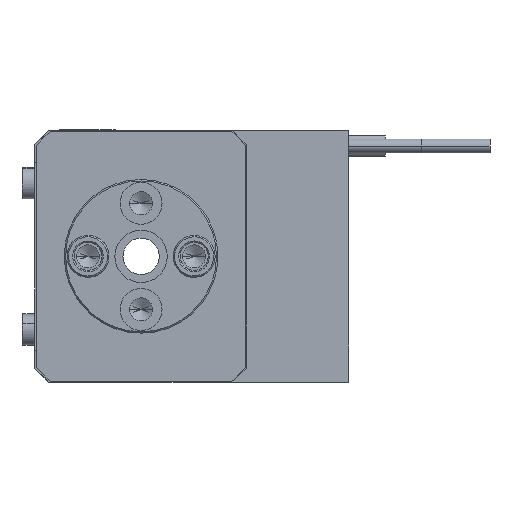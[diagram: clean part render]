
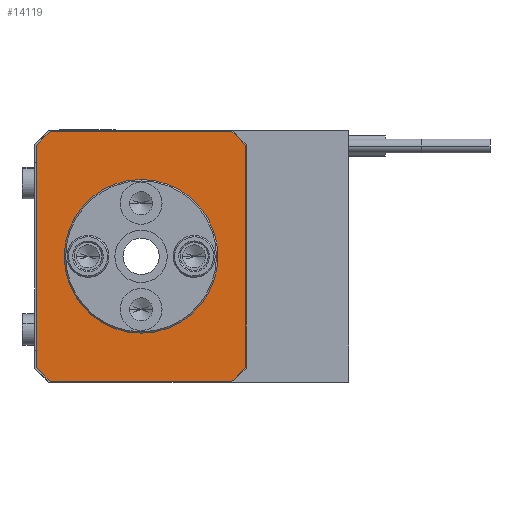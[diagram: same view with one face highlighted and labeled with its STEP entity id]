
A CAD part, left-side view. The second image highlights one B-rep face of the part: STEP entity #14119.
In plain terms, the highlighted face is planar.
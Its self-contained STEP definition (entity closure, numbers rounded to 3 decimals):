
#50 = AXIS2_PLACEMENT_3D ( 'NONE', #36972, #9445, #3667 ) ;
#543 = CIRCLE ( 'NONE', #11563, 11. ) ;
#771 = VERTEX_POINT ( 'NONE', #19929 ) ;
#1063 = ORIENTED_EDGE ( 'NONE', *, *, #13556, .T. ) ;
#1180 = CARTESIAN_POINT ( 'NONE',  ( -17.9, -15., 10.3 ) ) ;
#1507 = EDGE_CURVE ( 'NONE', #22152, #771, #27492, .T. ) ;
#2066 = EDGE_LOOP ( 'NONE', ( #12644, #35041, #37745, #17783, #35906, #28471, #38389, #1063 ) ) ;
#2819 = VERTEX_POINT ( 'NONE', #3270 ) ;
#2950 = LINE ( 'NONE', #1180, #4428 ) ;
#3270 = CARTESIAN_POINT ( 'NONE',  ( -17.9, 13., 10.3 ) ) ;
#3405 = EDGE_CURVE ( 'NONE', #2819, #27435, #2950, .T. ) ;
#3667 = DIRECTION ( 'NONE',  ( 1., 0., 0. ) ) ;
#3768 = EDGE_CURVE ( 'NONE', #13953, #4964, #543, .T. ) ;
#4306 = DIRECTION ( 'NONE',  ( 0., -1., 0. ) ) ;
#4428 = VECTOR ( 'NONE', #4306, 1000. ) ;
#4964 = VERTEX_POINT ( 'NONE', #14686 ) ;
#5324 = CARTESIAN_POINT ( 'NONE',  ( 17.9, -13., 10.3 ) ) ;
#5352 = CARTESIAN_POINT ( 'NONE',  ( 15.9, 15., 10.3 ) ) ;
#5941 = VECTOR ( 'NONE', #38880, 1000. ) ;
#6600 = DIRECTION ( 'NONE',  ( 0.707, -0.707, 0. ) ) ;
#6784 = LINE ( 'NONE', #16344, #10645 ) ;
#7013 = VECTOR ( 'NONE', #29100, 1000. ) ;
#7124 = EDGE_LOOP ( 'NONE', ( #10413, #17947 ) ) ;
#7720 = VERTEX_POINT ( 'NONE', #13884 ) ;
#8657 = CARTESIAN_POINT ( 'NONE',  ( -15.9, 15., 10.3 ) ) ;
#9445 = DIRECTION ( 'NONE',  ( 0., 0., 1. ) ) ;
#10413 = ORIENTED_EDGE ( 'NONE', *, *, #3768, .F. ) ;
#10645 = VECTOR ( 'NONE', #35526, 1000. ) ;
#10868 = CARTESIAN_POINT ( 'NONE',  ( 11., 0., 10.3 ) ) ;
#10998 = VERTEX_POINT ( 'NONE', #8657 ) ;
#11563 = AXIS2_PLACEMENT_3D ( 'NONE', #33457, #36560, #39631 ) ;
#12384 = VERTEX_POINT ( 'NONE', #5324 ) ;
#12644 = ORIENTED_EDGE ( 'NONE', *, *, #3405, .T. ) ;
#12822 = VECTOR ( 'NONE', #6600, 1000. ) ;
#13556 = EDGE_CURVE ( 'NONE', #10998, #2819, #16169, .T. ) ;
#13884 = CARTESIAN_POINT ( 'NONE',  ( -15.9, -15., 10.3 ) ) ;
#13953 = VERTEX_POINT ( 'NONE', #10868 ) ;
#14119 = ADVANCED_FACE ( 'NONE', ( #33429, #35352 ), #18477, .F. ) ;
#14686 = CARTESIAN_POINT ( 'NONE',  ( -11., 0., 10.3 ) ) ;
#14693 = EDGE_CURVE ( 'NONE', #771, #10998, #24763, .T. ) ;
#16169 = LINE ( 'NONE', #20819, #35848 ) ;
#16344 = CARTESIAN_POINT ( 'NONE',  ( 17.9, -15., 10.3 ) ) ;
#16593 = VECTOR ( 'NONE', #19084, 1000. ) ;
#17363 = LINE ( 'NONE', #18885, #21238 ) ;
#17683 = EDGE_CURVE ( 'NONE', #7720, #38962, #17363, .T. ) ;
#17783 = ORIENTED_EDGE ( 'NONE', *, *, #39791, .T. ) ;
#17947 = ORIENTED_EDGE ( 'NONE', *, *, #36016, .F. ) ;
#18214 = DIRECTION ( 'NONE',  ( 0., 0., -1. ) ) ;
#18477 = PLANE ( 'NONE',  #20811 ) ;
#18885 = CARTESIAN_POINT ( 'NONE',  ( -17.9, -15., 10.3 ) ) ;
#19017 = DIRECTION ( 'NONE',  ( 1., 0., 0. ) ) ;
#19084 = DIRECTION ( 'NONE',  ( -1., 0., 0. ) ) ;
#19929 = CARTESIAN_POINT ( 'NONE',  ( 15.9, 15., 10.3 ) ) ;
#20286 = CARTESIAN_POINT ( 'NONE',  ( -17.9, -13., 10.3 ) ) ;
#20811 = AXIS2_PLACEMENT_3D ( 'NONE', #39813, #18214, #34045 ) ;
#20819 = CARTESIAN_POINT ( 'NONE',  ( -17.9, 13., 10.3 ) ) ;
#21238 = VECTOR ( 'NONE', #19017, 1000. ) ;
#21504 = EDGE_CURVE ( 'NONE', #12384, #22152, #6784, .T. ) ;
#22075 = CARTESIAN_POINT ( 'NONE',  ( 17.9, -13., 10.3 ) ) ;
#22152 = VERTEX_POINT ( 'NONE', #27823 ) ;
#23861 = LINE ( 'NONE', #25112, #12822 ) ;
#24763 = LINE ( 'NONE', #34530, #16593 ) ;
#25112 = CARTESIAN_POINT ( 'NONE',  ( -15.9, -15., 10.3 ) ) ;
#27435 = VERTEX_POINT ( 'NONE', #20286 ) ;
#27492 = LINE ( 'NONE', #5352, #5941 ) ;
#27823 = CARTESIAN_POINT ( 'NONE',  ( 17.9, 13., 10.3 ) ) ;
#28471 = ORIENTED_EDGE ( 'NONE', *, *, #1507, .T. ) ;
#29100 = DIRECTION ( 'NONE',  ( 0.707, 0.707, 0. ) ) ;
#29632 = CARTESIAN_POINT ( 'NONE',  ( 15.9, -15., 10.3 ) ) ;
#32963 = LINE ( 'NONE', #22075, #7013 ) ;
#33028 = EDGE_CURVE ( 'NONE', #27435, #7720, #23861, .T. ) ;
#33429 = FACE_BOUND ( 'NONE', #7124, .T. ) ;
#33457 = CARTESIAN_POINT ( 'NONE',  ( 0., 0., 10.3 ) ) ;
#34045 = DIRECTION ( 'NONE',  ( -1., 0., 0. ) ) ;
#34530 = CARTESIAN_POINT ( 'NONE',  ( -17.9, 15., 10.3 ) ) ;
#35041 = ORIENTED_EDGE ( 'NONE', *, *, #33028, .T. ) ;
#35352 = FACE_OUTER_BOUND ( 'NONE', #2066, .T. ) ;
#35526 = DIRECTION ( 'NONE',  ( 0., 1., 0. ) ) ;
#35848 = VECTOR ( 'NONE', #39302, 1000. ) ;
#35906 = ORIENTED_EDGE ( 'NONE', *, *, #21504, .T. ) ;
#36016 = EDGE_CURVE ( 'NONE', #4964, #13953, #39026, .T. ) ;
#36560 = DIRECTION ( 'NONE',  ( 0., 0., 1. ) ) ;
#36972 = CARTESIAN_POINT ( 'NONE',  ( 0., 0., 10.3 ) ) ;
#37745 = ORIENTED_EDGE ( 'NONE', *, *, #17683, .T. ) ;
#38389 = ORIENTED_EDGE ( 'NONE', *, *, #14693, .T. ) ;
#38880 = DIRECTION ( 'NONE',  ( -0.707, 0.707, 0. ) ) ;
#38962 = VERTEX_POINT ( 'NONE', #29632 ) ;
#39026 = CIRCLE ( 'NONE', #50, 11. ) ;
#39302 = DIRECTION ( 'NONE',  ( -0.707, -0.707, 0. ) ) ;
#39631 = DIRECTION ( 'NONE',  ( 1., 0., 0. ) ) ;
#39791 = EDGE_CURVE ( 'NONE', #38962, #12384, #32963, .T. ) ;
#39813 = CARTESIAN_POINT ( 'NONE',  ( 0., 0., 10.3 ) ) ;
